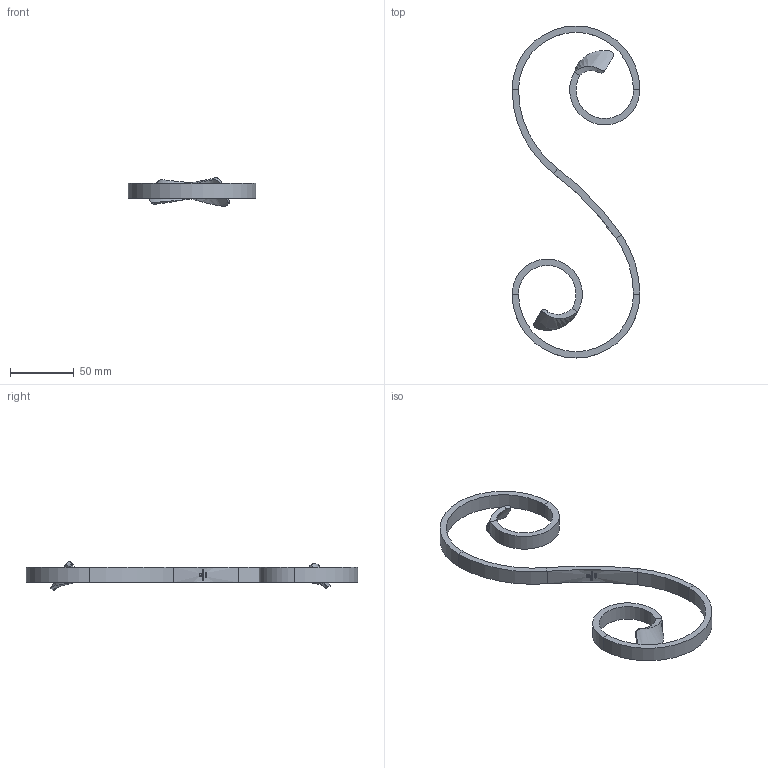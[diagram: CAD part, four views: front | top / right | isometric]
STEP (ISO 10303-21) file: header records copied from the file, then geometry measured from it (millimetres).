
FILE_DESCRIPTION (( 'STEP AP203' ), '1' );
FILE_NAME ('3000.step', '2022-10-07T10:11:30', ( '' ), ( '' ), 'SwSTEP 2.0', 'SolidWorks 2018', '' );
FILE_SCHEMA (( 'CONFIG_CONTROL_DESIGN' ));
Length unit declared in the file: millimetre
Products named in the file (1): 3000
Bounding box: 100 x 260 x 22.43 mm (x, y, z)
Volume: 44348.9 mm3; surface area: 25807 mm2
Topology: 1 solids, 1 shells, 249 faces, 652 edges, 424 vertices
Faces by surface type: bspline 121, plane 95, cylinder 33
Entity records: 12501 total; most frequent: CARTESIAN_POINT 7045, ORIENTED_EDGE 1304, DIRECTION 778, EDGE_CURVE 652, VERTEX_POINT 424, LINE 296, VECTOR 296, EDGE_LOOP 268
